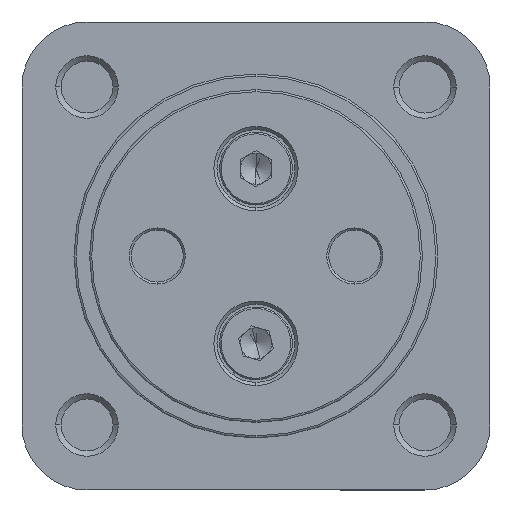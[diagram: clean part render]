
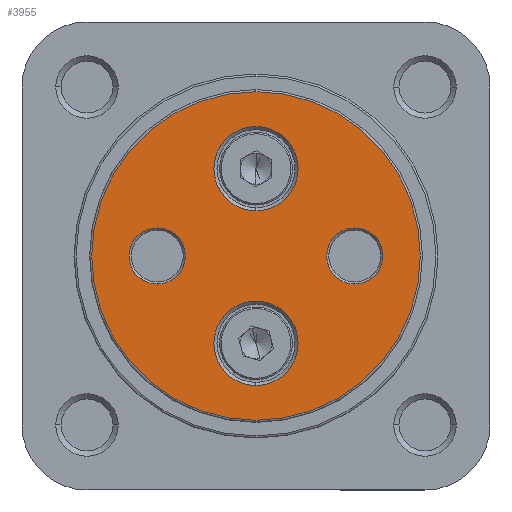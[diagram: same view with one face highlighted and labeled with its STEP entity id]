
A CAD part, left-side view. The second image highlights one B-rep face of the part: STEP entity #3955.
In plain terms, the highlighted planar face has unit normal (-1, 0, 0).
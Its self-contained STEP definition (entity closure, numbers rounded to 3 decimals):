
#212 = DIRECTION ( 'NONE',  ( 1., 0., 0. ) ) ;
#213 = DIRECTION ( 'NONE',  ( 0., 0., -1. ) ) ;
#233 = CARTESIAN_POINT ( 'NONE',  ( 0., 0., 0. ) ) ;
#243 = PLANE ( 'NONE',  #7238 ) ;
#311 = FACE_BOUND ( 'NONE', #4240, .T. ) ;
#313 = FACE_OUTER_BOUND ( 'NONE', #4307, .T. ) ;
#314 = FACE_BOUND ( 'NONE', #4239, .T. ) ;
#316 = FACE_BOUND ( 'NONE', #4231, .T. ) ;
#318 = FACE_BOUND ( 'NONE', #4235, .T. ) ;
#1220 = CIRCLE ( 'NONE', #7614, 4.05 ) ;
#1226 = CIRCLE ( 'NONE', #7616, 4.05 ) ;
#1268 = CIRCLE ( 'NONE', #7632, 2.7 ) ;
#1274 = CIRCLE ( 'NONE', #7633, 2.7 ) ;
#1427 = CARTESIAN_POINT ( 'NONE',  ( 0., 0., -15.8 ) ) ;
#1867 = CARTESIAN_POINT ( 'NONE',  ( 0., 0., -12.45 ) ) ;
#1921 = CARTESIAN_POINT ( 'NONE',  ( 0., 0., 15.8 ) ) ;
#2131 = CARTESIAN_POINT ( 'NONE',  ( 0., -9.5, -2.7 ) ) ;
#2133 = CARTESIAN_POINT ( 'NONE',  ( 0., 9.5, 2.7 ) ) ;
#2143 = CARTESIAN_POINT ( 'NONE',  ( 0., 0., 4.35 ) ) ;
#2149 = CARTESIAN_POINT ( 'NONE',  ( 0., 0., 12.45 ) ) ;
#2156 = CARTESIAN_POINT ( 'NONE',  ( 0., 0., -4.35 ) ) ;
#2236 = CARTESIAN_POINT ( 'NONE',  ( 0., 9.5, -2.7 ) ) ;
#2240 = CARTESIAN_POINT ( 'NONE',  ( 0., -9.5, 2.7 ) ) ;
#2781 = CARTESIAN_POINT ( 'NONE',  ( 0., 0., 8.4 ) ) ;
#2782 = DIRECTION ( 'NONE',  ( 1., 0., 0. ) ) ;
#2783 = DIRECTION ( 'NONE',  ( 0., 0., -1. ) ) ;
#2791 = CARTESIAN_POINT ( 'NONE',  ( 0., 0., -8.4 ) ) ;
#2792 = DIRECTION ( 'NONE',  ( 1., 0., 0. ) ) ;
#2793 = DIRECTION ( 'NONE',  ( 0., 0., -1. ) ) ;
#2861 = CARTESIAN_POINT ( 'NONE',  ( 0., 9.5, 0. ) ) ;
#2862 = DIRECTION ( 'NONE',  ( 1., 0., 0. ) ) ;
#2863 = DIRECTION ( 'NONE',  ( 0., 0., -1. ) ) ;
#2871 = CARTESIAN_POINT ( 'NONE',  ( 0., -9.5, 0. ) ) ;
#2872 = DIRECTION ( 'NONE',  ( 1., 0., 0. ) ) ;
#2873 = DIRECTION ( 'NONE',  ( 0., 0., -1. ) ) ;
#2966 = CARTESIAN_POINT ( 'NONE',  ( 0., -9.5, 0. ) ) ;
#2973 = DIRECTION ( 'NONE',  ( 1., 0., 0. ) ) ;
#2974 = DIRECTION ( 'NONE',  ( 0., 0., -1. ) ) ;
#2984 = CARTESIAN_POINT ( 'NONE',  ( 0., 9.5, 0. ) ) ;
#2987 = CARTESIAN_POINT ( 'NONE',  ( 0., 0., 8.4 ) ) ;
#2991 = DIRECTION ( 'NONE',  ( 1., 0., 0. ) ) ;
#2992 = DIRECTION ( 'NONE',  ( 0., 0., -1. ) ) ;
#2994 = DIRECTION ( 'NONE',  ( 1., 0., 0. ) ) ;
#2995 = DIRECTION ( 'NONE',  ( 0., 0., -1. ) ) ;
#2999 = CARTESIAN_POINT ( 'NONE',  ( 0., 0., 0. ) ) ;
#3002 = CARTESIAN_POINT ( 'NONE',  ( 0., 0., -8.4 ) ) ;
#3006 = DIRECTION ( 'NONE',  ( -1., 0., 0. ) ) ;
#3007 = DIRECTION ( 'NONE',  ( 0., 0., -1. ) ) ;
#3009 = DIRECTION ( 'NONE',  ( 1., 0., 0. ) ) ;
#3010 = DIRECTION ( 'NONE',  ( 0., 0., -1. ) ) ;
#3393 = EDGE_CURVE ( 'NONE', #6577, #5930, #4692, .T. ) ;
#3955 = ADVANCED_FACE ( 'NONE', ( #313, #311, #316, #318, #314 ), #243, .F. ) ;
#4231 = EDGE_LOOP ( 'NONE', ( #4369, #4368 ) ) ;
#4235 = EDGE_LOOP ( 'NONE', ( #4367, #4366 ) ) ;
#4239 = EDGE_LOOP ( 'NONE', ( #4365, #4363 ) ) ;
#4240 = EDGE_LOOP ( 'NONE', ( #4371, #4370 ) ) ;
#4307 = EDGE_LOOP ( 'NONE', ( #4373, #4372 ) ) ;
#4363 = ORIENTED_EDGE ( 'NONE', *, *, #8461, .T. ) ;
#4365 = ORIENTED_EDGE ( 'NONE', *, *, #8409, .T. ) ;
#4366 = ORIENTED_EDGE ( 'NONE', *, *, #8455, .T. ) ;
#4367 = ORIENTED_EDGE ( 'NONE', *, *, #8413, .T. ) ;
#4368 = ORIENTED_EDGE ( 'NONE', *, *, #8462, .T. ) ;
#4369 = ORIENTED_EDGE ( 'NONE', *, *, #8377, .T. ) ;
#4370 = ORIENTED_EDGE ( 'NONE', *, *, #8467, .T. ) ;
#4371 = ORIENTED_EDGE ( 'NONE', *, *, #8381, .T. ) ;
#4372 = ORIENTED_EDGE ( 'NONE', *, *, #3393, .T. ) ;
#4373 = ORIENTED_EDGE ( 'NONE', *, *, #8466, .T. ) ;
#4692 = CIRCLE ( 'NONE', #6752, 15.8 ) ;
#5930 = VERTEX_POINT ( 'NONE', #1427 ) ;
#6530 = VERTEX_POINT ( 'NONE', #1867 ) ;
#6577 = VERTEX_POINT ( 'NONE', #1921 ) ;
#6752 = AXIS2_PLACEMENT_3D ( 'NONE', #7055, #7045, #7043 ) ;
#6982 = VERTEX_POINT ( 'NONE', #2131 ) ;
#6989 = VERTEX_POINT ( 'NONE', #2133 ) ;
#7037 = VERTEX_POINT ( 'NONE', #2143 ) ;
#7043 = DIRECTION ( 'NONE',  ( 0., 0., -1. ) ) ;
#7045 = DIRECTION ( 'NONE',  ( -1., 0., 0. ) ) ;
#7055 = CARTESIAN_POINT ( 'NONE',  ( 0., 0., 0. ) ) ;
#7076 = VERTEX_POINT ( 'NONE', #2149 ) ;
#7101 = VERTEX_POINT ( 'NONE', #2156 ) ;
#7238 = AXIS2_PLACEMENT_3D ( 'NONE', #233, #212, #213 ) ;
#7448 = VERTEX_POINT ( 'NONE', #2236 ) ;
#7456 = VERTEX_POINT ( 'NONE', #2240 ) ;
#7614 = AXIS2_PLACEMENT_3D ( 'NONE', #2781, #2782, #2783 ) ;
#7616 = AXIS2_PLACEMENT_3D ( 'NONE', #2791, #2792, #2793 ) ;
#7632 = AXIS2_PLACEMENT_3D ( 'NONE', #2861, #2862, #2863 ) ;
#7633 = AXIS2_PLACEMENT_3D ( 'NONE', #2871, #2872, #2873 ) ;
#7650 = AXIS2_PLACEMENT_3D ( 'NONE', #2966, #2973, #2974 ) ;
#7656 = AXIS2_PLACEMENT_3D ( 'NONE', #2984, #2991, #2992 ) ;
#7657 = AXIS2_PLACEMENT_3D ( 'NONE', #2987, #2994, #2995 ) ;
#7661 = AXIS2_PLACEMENT_3D ( 'NONE', #2999, #3006, #3007 ) ;
#7662 = AXIS2_PLACEMENT_3D ( 'NONE', #3002, #3009, #3010 ) ;
#8178 = CIRCLE ( 'NONE', #7650, 2.7 ) ;
#8184 = CIRCLE ( 'NONE', #7656, 2.7 ) ;
#8185 = CIRCLE ( 'NONE', #7657, 4.05 ) ;
#8189 = CIRCLE ( 'NONE', #7661, 15.8 ) ;
#8190 = CIRCLE ( 'NONE', #7662, 4.05 ) ;
#8377 = EDGE_CURVE ( 'NONE', #7076, #7037, #1220, .T. ) ;
#8381 = EDGE_CURVE ( 'NONE', #7101, #6530, #1226, .T. ) ;
#8409 = EDGE_CURVE ( 'NONE', #6989, #7448, #1268, .T. ) ;
#8413 = EDGE_CURVE ( 'NONE', #7456, #6982, #1274, .T. ) ;
#8455 = EDGE_CURVE ( 'NONE', #6982, #7456, #8178, .T. ) ;
#8461 = EDGE_CURVE ( 'NONE', #7448, #6989, #8184, .T. ) ;
#8462 = EDGE_CURVE ( 'NONE', #7037, #7076, #8185, .T. ) ;
#8466 = EDGE_CURVE ( 'NONE', #5930, #6577, #8189, .T. ) ;
#8467 = EDGE_CURVE ( 'NONE', #6530, #7101, #8190, .T. ) ;
